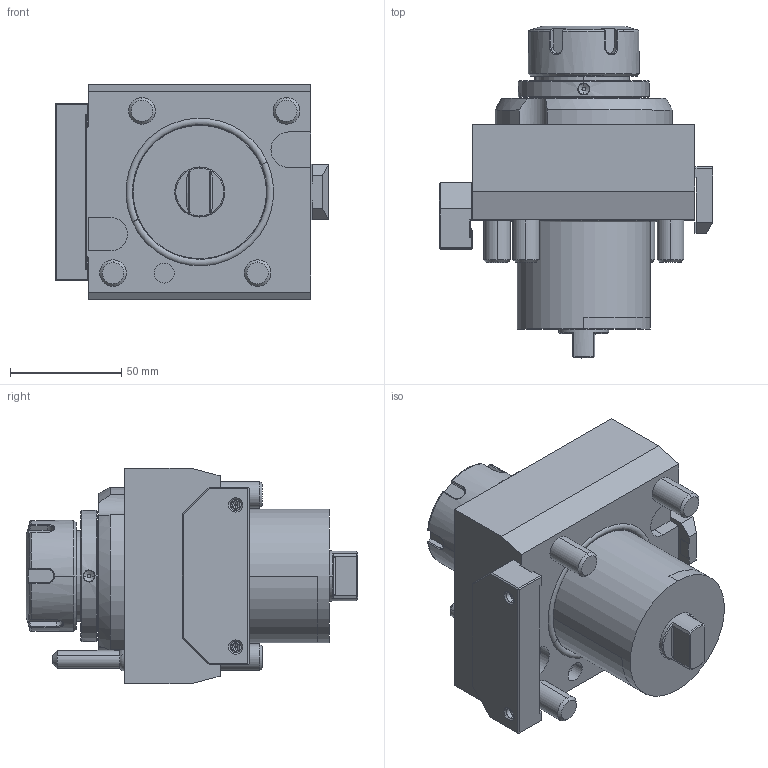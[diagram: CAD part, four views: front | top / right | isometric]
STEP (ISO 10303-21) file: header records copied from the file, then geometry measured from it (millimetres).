
FILE_DESCRIPTION((''),'2;1');
FILE_NAME('NGT2_60_101_32_1_JA','2022-08-13T',('vali'),('NOVA GRUP'),'PRO/ENGINEER BY PARAMETRIC TECHNOLOGY CORPORATION, 2010280','PRO/ENGINEER BY PARAMETRIC TECHNOLOGY CORPORATION, 2010280','');
FILE_SCHEMA(('CONFIG_CONTROL_DESIGN'));
Length unit declared in the file: millimetre
Products named in the file (1): NGT2_60_101_32_1_JA
Bounding box: 123 x 149.3 x 97 mm (x, y, z)
Volume: 716701 mm3; surface area: 69797.4 mm2
Topology: 1 solids, 1 shells, 326 faces, 795 edges, 483 vertices
Faces by surface type: plane 144, cylinder 81, cone 49, bspline 40, torus 10, sphere 2
Entity records: 12279 total; most frequent: CARTESIAN_POINT 5009, ORIENTED_EDGE 1562, DIRECTION 1364, EDGE_CURVE 781, VERTEX_POINT 483, AXIS2_PLACEMENT_3D 467, VECTOR 430, LINE 430
